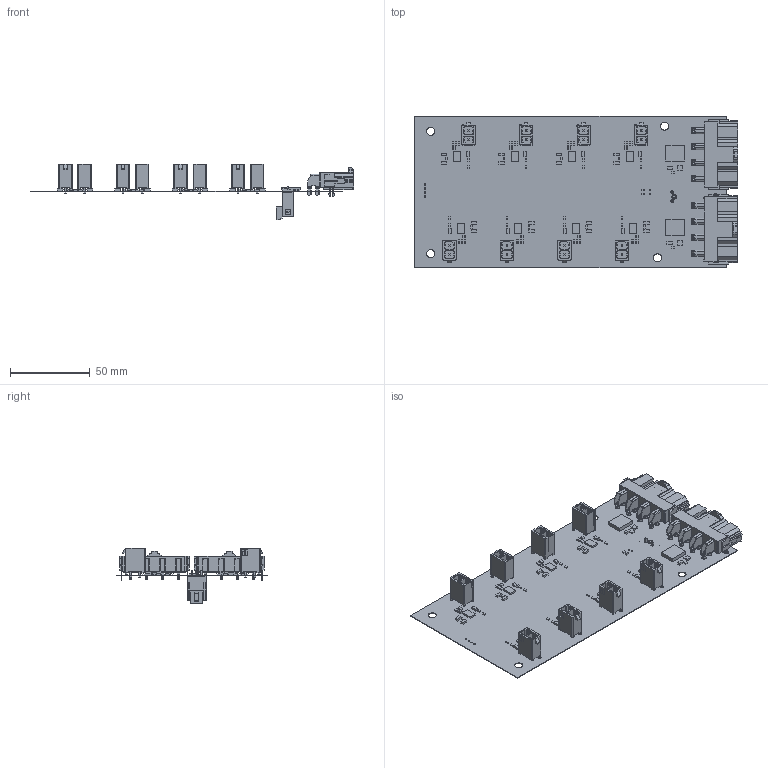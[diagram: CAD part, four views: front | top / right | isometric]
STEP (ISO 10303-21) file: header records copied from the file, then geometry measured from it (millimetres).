
FILE_DESCRIPTION(('Open CASCADE Model'),'2;1');
FILE_NAME('Open CASCADE Shape Model','2019-11-08T16:05:32',('Author'),( 'Open CASCADE'),'Open CASCADE STEP processor 6.8','Open CASCADE 6.8' ,'Unknown');
FILE_SCHEMA(('AUTOMOTIVE_DESIGN { 1 0 10303 214 1 1 1 1 }'));
Length unit declared in the file: millimetre
Products named in the file (151): PCB; Board; Open CASCADE STEP translator 6.8 1.1.1; U3_ESC8; 6112707184; Extruded; U3_ESC7; U3_ESC6; U3_ESC5; U3_ESC4; U3_ESC3; U3_ESC2; U3_ESC1; U2; 6112410608; U1; R5_ESC8; 6112410128; R5_ESC7; R5_ESC6; R5_ESC5; R5_ESC4; R5_ESC3; R5_ESC2; R5_ESC1; R4; 6112408608; R3; R2; R1; Q2; 6112407888; Q1; P6_ESC8; 768290102; Open CASCADE STEP translator 6.8 1.26.1.1; Open CASCADE STEP translator 6.8 1.26.1.2; P6_ESC7; P6_ESC6; P6_ESC5 ...
Assembly tree (265 placements, depth 4):
  PCB
    Board
      Open CASCADE STEP translator 6.8 1.1.1
    U3_ESC8
      6112707184
        Extruded
    U3_ESC7
      6112707184
        Extruded
    U3_ESC6
      6112707184
        Extruded
    U3_ESC5
      6112707184
        Extruded
    U3_ESC4
      6112707184
        Extruded
    U3_ESC3
      6112707184
        Extruded
    U3_ESC2
      6112707184
        Extruded
    U3_ESC1
      6112707184
        Extruded
    U2
      6112410608
        Extruded
    U1
      6112410608
        Extruded
    R5_ESC8
      6112410128
        Extruded
    R5_ESC7
      6112410128
        Extruded
    R5_ESC6
      6112410128
        Extruded
    R5_ESC5
      6112410128
        Extruded
    R5_ESC4
      6112410128
        Extruded
    R5_ESC3
      6112410128
        Extruded
    R5_ESC2
      6112410128
        Extruded
    R5_ESC1
      6112410128
        Extruded
    R4
      6112408608
        Extruded
Bounding box: 202.58 x 95.25 x 35.06 mm (x, y, z)
Volume: 27979.5 mm3; surface area: 67520.2 mm2
Topology: 126 solids, 126 shells, 3428 faces, 9207 edges, 6228 vertices
Faces by surface type: plane 2931, cylinder 469, cone 16, torus 12
Full cylindrical faces by diameter (mm): 0.9 x6, 1.8 x26, 2.8 x16, 3 x5, 5.08 x4
Entity records: 36621 total; most frequent: CARTESIAN_POINT 6658, DIRECTION 5726, ORIENTED_EDGE 5646, EDGE_CURVE 2823, LINE 2306, VECTOR 2306, VERTEX_POINT 1866, AXIS2_PLACEMENT_3D 1710
